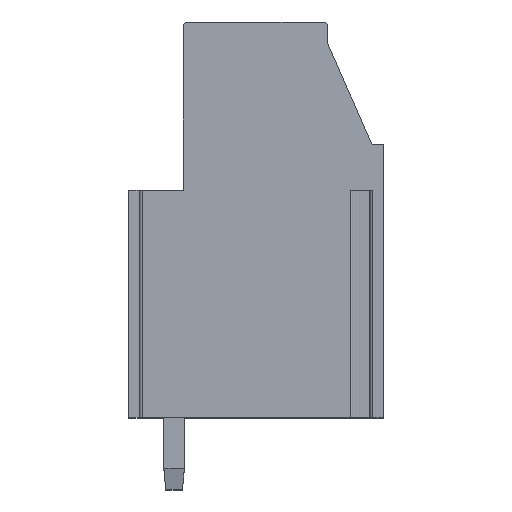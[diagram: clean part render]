
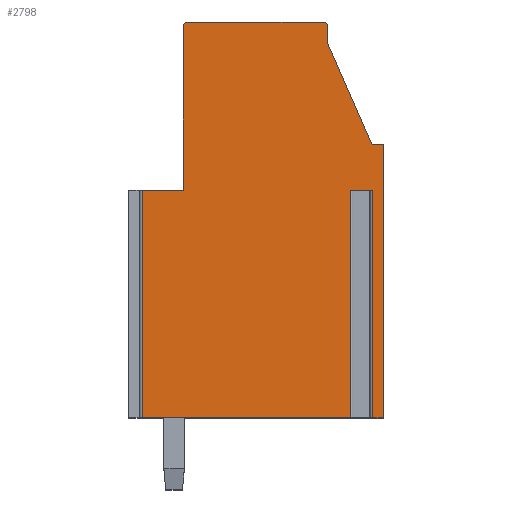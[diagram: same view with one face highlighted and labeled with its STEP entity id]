
A CAD part, top view. The second image highlights one B-rep face of the part: STEP entity #2798.
In plain terms, the highlighted planar face has unit normal (0, 0, 1).
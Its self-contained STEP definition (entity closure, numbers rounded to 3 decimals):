
#84=DIRECTION('',(-1.,0.,0.));
#85=VECTOR('',#84,1.806);
#86=CARTESIAN_POINT('',(-3.2,1.3,2.5));
#87=LINE('',#86,#85);
#524=DIRECTION('',(1.,0.,0.));
#525=VECTOR('',#524,0.989);
#526=CARTESIAN_POINT('',(4.142,1.3,2.5));
#527=LINE('',#526,#525);
#528=DIRECTION('',(0.,-1.,0.));
#529=VECTOR('',#528,10.);
#530=CARTESIAN_POINT('',(4.142,1.3,2.5));
#531=LINE('',#530,#529);
#532=DIRECTION('',(1.,0.,0.));
#533=VECTOR('',#532,9.148);
#534=CARTESIAN_POINT('',(-5.006,-8.7,2.5));
#535=LINE('',#534,#533);
#536=DIRECTION('',(0.,-1.,0.));
#537=VECTOR('',#536,10.);
#538=CARTESIAN_POINT('',(-5.006,1.3,2.5));
#539=LINE('',#538,#537);
#540=DIRECTION('',(0.,-1.,0.));
#541=VECTOR('',#540,7.2);
#542=CARTESIAN_POINT('',(-3.2,8.5,2.5));
#543=LINE('',#542,#541);
#544=CARTESIAN_POINT('',(-3.,8.5,2.5));
#545=DIRECTION('',(0.,0.,1.));
#546=DIRECTION('',(0.,1.,0.));
#547=AXIS2_PLACEMENT_3D('',#544,#545,#546);
#549=DIRECTION('',(-1.,0.,0.));
#550=VECTOR('',#549,5.95);
#551=CARTESIAN_POINT('',(2.95,8.7,2.5));
#552=LINE('',#551,#550);
#553=CARTESIAN_POINT('',(2.95,8.5,2.5));
#554=DIRECTION('',(0.,0.,1.));
#555=DIRECTION('',(1.,0.,0.));
#556=AXIS2_PLACEMENT_3D('',#553,#554,#555);
#558=DIRECTION('',(0.,1.,0.));
#559=VECTOR('',#558,0.75);
#560=CARTESIAN_POINT('',(3.15,7.75,2.5));
#561=LINE('',#560,#559);
#562=DIRECTION('',(-0.401,0.916,0.));
#563=VECTOR('',#562,4.859);
#564=CARTESIAN_POINT('',(5.1,3.3,2.5));
#565=LINE('',#564,#563);
#566=DIRECTION('',(-1.,0.,0.));
#567=VECTOR('',#566,0.5);
#568=CARTESIAN_POINT('',(5.6,3.3,2.5));
#569=LINE('',#568,#567);
#570=DIRECTION('',(0.,1.,0.));
#571=VECTOR('',#570,12.);
#572=CARTESIAN_POINT('',(5.6,-8.7,2.5));
#573=LINE('',#572,#571);
#574=DIRECTION('',(1.,0.,0.));
#575=VECTOR('',#574,0.469);
#576=CARTESIAN_POINT('',(5.131,-8.7,2.5));
#577=LINE('',#576,#575);
#578=DIRECTION('',(0.,-1.,0.));
#579=VECTOR('',#578,10.);
#580=CARTESIAN_POINT('',(5.131,1.3,2.5));
#581=LINE('',#580,#579);
#1662=CARTESIAN_POINT('',(5.1,3.3,2.5));
#1663=CARTESIAN_POINT('',(3.15,7.75,2.5));
#1664=VERTEX_POINT('',#1662);
#1665=VERTEX_POINT('',#1663);
#1666=CARTESIAN_POINT('',(3.15,8.5,2.5));
#1667=VERTEX_POINT('',#1666);
#1668=CARTESIAN_POINT('',(2.95,8.7,2.5));
#1669=VERTEX_POINT('',#1668);
#1670=CARTESIAN_POINT('',(-3.,8.7,2.5));
#1671=VERTEX_POINT('',#1670);
#1672=CARTESIAN_POINT('',(-3.2,8.5,2.5));
#1673=VERTEX_POINT('',#1672);
#1674=CARTESIAN_POINT('',(-3.2,1.3,2.5));
#1675=VERTEX_POINT('',#1674);
#1676=CARTESIAN_POINT('',(5.6,-8.7,2.5));
#1677=CARTESIAN_POINT('',(5.6,3.3,2.5));
#1678=VERTEX_POINT('',#1676);
#1679=VERTEX_POINT('',#1677);
#1692=CARTESIAN_POINT('',(4.142,1.3,2.5));
#1693=CARTESIAN_POINT('',(5.131,1.3,2.5));
#1694=VERTEX_POINT('',#1692);
#1695=VERTEX_POINT('',#1693);
#1696=CARTESIAN_POINT('',(-5.006,1.3,2.5));
#1697=CARTESIAN_POINT('',(-5.006,-8.7,2.5));
#1698=VERTEX_POINT('',#1696);
#1699=VERTEX_POINT('',#1697);
#1700=CARTESIAN_POINT('',(5.131,-8.7,2.5));
#1701=VERTEX_POINT('',#1700);
#1702=CARTESIAN_POINT('',(4.142,-8.7,2.5));
#1703=VERTEX_POINT('',#1702);
#2773=CARTESIAN_POINT('',(0.,0.,2.5));
#2774=DIRECTION('',(0.,0.,1.));
#2775=DIRECTION('',(1.,0.,0.));
#2776=AXIS2_PLACEMENT_3D('',#2773,#2774,#2775);
#2777=PLANE('',#2776);
#2779=ORIENTED_EDGE('',*,*,#2778,.F.);
#2781=ORIENTED_EDGE('',*,*,#2780,.T.);
#2782=ORIENTED_EDGE('',*,*,#2547,.F.);
#2783=ORIENTED_EDGE('',*,*,#2765,.F.);
#2784=ORIENTED_EDGE('',*,*,#2190,.F.);
#2785=ORIENTED_EDGE('',*,*,#2364,.F.);
#2786=ORIENTED_EDGE('',*,*,#2377,.F.);
#2787=ORIENTED_EDGE('',*,*,#2391,.F.);
#2788=ORIENTED_EDGE('',*,*,#2423,.F.);
#2789=ORIENTED_EDGE('',*,*,#2437,.F.);
#2790=ORIENTED_EDGE('',*,*,#2451,.F.);
#2791=ORIENTED_EDGE('',*,*,#2465,.F.);
#2792=ORIENTED_EDGE('',*,*,#2479,.F.);
#2793=ORIENTED_EDGE('',*,*,#2563,.F.);
#2795=ORIENTED_EDGE('',*,*,#2794,.F.);
#2796=EDGE_LOOP('',(#2779,#2781,#2782,#2783,#2784,#2785,#2786,#2787,#2788,#2789,
#2790,#2791,#2792,#2793,#2795));
#2797=FACE_OUTER_BOUND('',#2796,.F.);
#548=CIRCLE('',#547,0.2);
#557=CIRCLE('',#556,0.2);
#2190=EDGE_CURVE('',#1675,#1698,#87,.T.);
#2364=EDGE_CURVE('',#1673,#1675,#543,.T.);
#2377=EDGE_CURVE('',#1671,#1673,#548,.T.);
#2391=EDGE_CURVE('',#1669,#1671,#552,.T.);
#2423=EDGE_CURVE('',#1667,#1669,#557,.T.);
#2437=EDGE_CURVE('',#1665,#1667,#561,.T.);
#2451=EDGE_CURVE('',#1664,#1665,#565,.T.);
#2465=EDGE_CURVE('',#1679,#1664,#569,.T.);
#2479=EDGE_CURVE('',#1678,#1679,#573,.T.);
#2547=EDGE_CURVE('',#1699,#1703,#535,.T.);
#2563=EDGE_CURVE('',#1701,#1678,#577,.T.);
#2765=EDGE_CURVE('',#1698,#1699,#539,.T.);
#2778=EDGE_CURVE('',#1694,#1695,#527,.T.);
#2780=EDGE_CURVE('',#1694,#1703,#531,.T.);
#2794=EDGE_CURVE('',#1695,#1701,#581,.T.);
#2798=ADVANCED_FACE('',(#2797),#2777,.T.);
